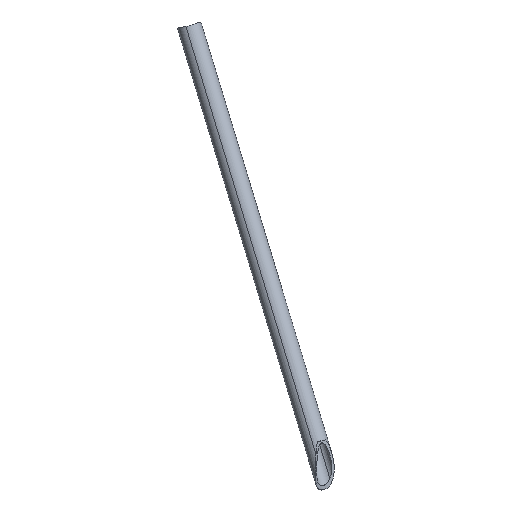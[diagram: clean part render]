
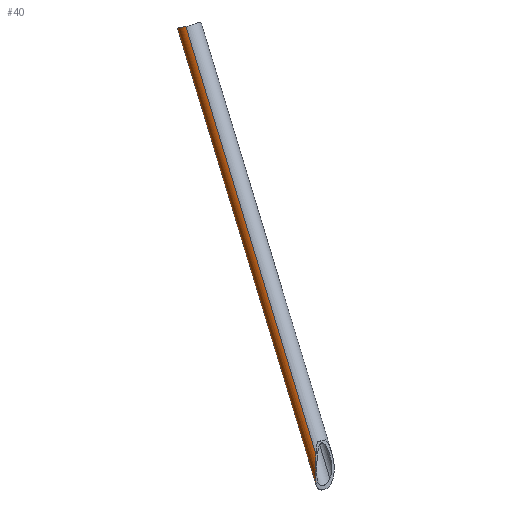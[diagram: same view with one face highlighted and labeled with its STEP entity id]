
A CAD part, left-side view. The second image highlights one B-rep face of the part: STEP entity #40.
In plain terms, the highlighted cylindrical face has radius 7.5 mm (diameter 15 mm), a partial arc.
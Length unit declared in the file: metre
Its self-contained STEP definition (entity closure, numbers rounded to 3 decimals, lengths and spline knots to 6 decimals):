
#40=ADVANCED_FACE('0:75',(#77),#78,.T.);
#77=FACE_OUTER_BOUND('',#108,.T.);
#78=CYLINDRICAL_SURFACE('',#109,0.0075);
#108=EDGE_LOOP('',(#195,#196,#197,#198));
#109=AXIS2_PLACEMENT_3D('',#199,#200,#201);
#195=ORIENTED_EDGE('',*,*,#218,.T.);
#196=ORIENTED_EDGE('',*,*,#233,.T.);
#197=ORIENTED_EDGE('',*,*,#222,.T.);
#198=ORIENTED_EDGE('',*,*,#238,.T.);
#199=CARTESIAN_POINT('',(-0.536326,-0.197055,0.426738));
#200=DIRECTION('',(0.411,0.265,0.872));
#201=DIRECTION('',(-0.872,0.392,0.292));
#218=EDGE_CURVE('',#244,#245,#246,.T.);
#222=EDGE_CURVE('',#253,#251,#254,.T.);
#233=EDGE_CURVE('',#245,#253,#272,.F.);
#238=EDGE_CURVE('',#251,#244,#277,.T.);
#244=VERTEX_POINT('',#283);
#245=VERTEX_POINT('',#284);
#246=LINE('',#285,#286);
#251=VERTEX_POINT('',#326);
#253=VERTEX_POINT('',#363);
#254=LINE('',#364,#365);
#272=B_SPLINE_CURVE_WITH_KNOTS('',5,(#452,#453,#454,#455,#456,#457,#458,#459,#460,#461,#462,#463,#464,#465,#466,#467,#468,#469,#470,#471,#472,#473,#474,#475,#476,#477,#478,#479,#480),.UNSPECIFIED.,.F.,.F.,(6,3,3,3,5,3,3,3,6),(-51.407229,-51.210998,-44.257637,-38.352538,-34.650564,-27.59364,-23.891991,-19.190367,-17.277554),.UNSPECIFIED.);
#277=B_SPLINE_CURVE_WITH_KNOTS('',3,(#547,#548,#549,#550,#551,#552,#553,#554,#555,#556,#557,#558,#559,#560,#561,#562,#563,#564,#565,#566,#567,#568,#569,#570,#571,#572,#573,#574,#575,#576,#577,#578,#579,#580,#581,#582),.UNSPECIFIED.,.F.,.F.,(4,2,2,1,1,2,2,1,2,2,2,1,2,1,2,2,2,1,2,2,4),(0.0,4.156225,12.107821,18.674009,25.240197,31.806386,38.372574,41.655668,44.938762,48.221856,51.50495,54.788044,58.071138,61.007855,63.944572,69.818006,75.691439,81.564873,90.375023,99.185174,105.058607),.UNSPECIFIED.);
#283=CARTESIAN_POINT('',(-0.642558,-0.258412,0.217263));
#284=CARTESIAN_POINT('',(-0.517367,-0.177663,0.483069));
#285=CARTESIAN_POINT('',(-0.542868,-0.194112,0.428925));
#286=VECTOR('',#587,1.0);
#326=CARTESIAN_POINT('',(-0.635535,-0.268208,0.200017));
#363=CARTESIAN_POINT('',(-0.503331,-0.182935,0.480715));
#364=CARTESIAN_POINT('',(-0.529783,-0.199997,0.42455));
#365=VECTOR('',#591,1.0);
#452=CARTESIAN_POINT('',(-0.503331,-0.182935,0.480715));
#453=CARTESIAN_POINT('',(-0.503324,-0.182911,0.480701));
#454=CARTESIAN_POINT('',(-0.503318,-0.182887,0.480687));
#455=CARTESIAN_POINT('',(-0.503312,-0.182863,0.480673));
#456=CARTESIAN_POINT('',(-0.503098,-0.181979,0.480174));
#457=CARTESIAN_POINT('',(-0.50302,-0.181012,0.479765));
#458=CARTESIAN_POINT('',(-0.503078,-0.180022,0.479488));
#459=CARTESIAN_POINT('',(-0.503425,-0.178196,0.479219));
#460=CARTESIAN_POINT('',(-0.504169,-0.176509,0.479346));
#461=CARTESIAN_POINT('',(-0.504587,-0.175787,0.479478));
#462=CARTESIAN_POINT('',(-0.50538,-0.174729,0.479781));
#463=CARTESIAN_POINT('',(-0.506334,-0.173898,0.480174));
#464=CARTESIAN_POINT('',(-0.506724,-0.173616,0.480333));
#465=CARTESIAN_POINT('',(-0.507133,-0.173374,0.480496));
#466=CARTESIAN_POINT('',(-0.507557,-0.173175,0.480656));
#467=CARTESIAN_POINT('',(-0.508366,-0.172795,0.480962));
#468=CARTESIAN_POINT('',(-0.509259,-0.172557,0.481272));
#469=CARTESIAN_POINT('',(-0.51022,-0.172497,0.481552));
#470=CARTESIAN_POINT('',(-0.511697,-0.172684,0.481898));
#471=CARTESIAN_POINT('',(-0.513104,-0.173235,0.482156));
#472=CARTESIAN_POINT('',(-0.513575,-0.173465,0.482235));
#473=CARTESIAN_POINT('',(-0.514603,-0.17407,0.482402));
#474=CARTESIAN_POINT('',(-0.515519,-0.174851,0.482554));
#475=CARTESIAN_POINT('',(-0.515989,-0.175338,0.482639));
#476=CARTESIAN_POINT('',(-0.516576,-0.176088,0.482769));
#477=CARTESIAN_POINT('',(-0.517038,-0.176914,0.482922));
#478=CARTESIAN_POINT('',(-0.51716,-0.177159,0.482968));
#479=CARTESIAN_POINT('',(-0.51727,-0.177409,0.483017));
#480=CARTESIAN_POINT('',(-0.517367,-0.177663,0.483069));
#547=CARTESIAN_POINT('',(-0.636029,-0.264506,0.226367));
#548=CARTESIAN_POINT('',(-0.635871,-0.265075,0.225619));
#549=CARTESIAN_POINT('',(-0.635766,-0.265559,0.224802));
#550=CARTESIAN_POINT('',(-0.635518,-0.266827,0.222357));
#551=CARTESIAN_POINT('',(-0.635428,-0.267486,0.220652));
#552=CARTESIAN_POINT('',(-0.635306,-0.268479,0.21746));
#553=CARTESIAN_POINT('',(-0.635233,-0.269211,0.214506));
#554=CARTESIAN_POINT('',(-0.635192,-0.269802,0.209966));
#555=CARTESIAN_POINT('',(-0.635209,-0.269783,0.206899));
#556=CARTESIAN_POINT('',(-0.635271,-0.269462,0.203857));
#557=CARTESIAN_POINT('',(-0.635321,-0.269151,0.202343));
#558=CARTESIAN_POINT('',(-0.635506,-0.26832,0.200201));
#559=CARTESIAN_POINT('',(-0.635669,-0.267642,0.198817));
#560=CARTESIAN_POINT('',(-0.635977,-0.266675,0.197625));
#561=CARTESIAN_POINT('',(-0.636405,-0.265581,0.196601));
#562=CARTESIAN_POINT('',(-0.636679,-0.264969,0.196175));
#563=CARTESIAN_POINT('',(-0.637375,-0.263705,0.195558));
#564=CARTESIAN_POINT('',(-0.637798,-0.263054,0.195368));
#565=CARTESIAN_POINT('',(-0.638757,-0.261832,0.195243));
#566=CARTESIAN_POINT('',(-0.63983,-0.260694,0.195371));
#567=CARTESIAN_POINT('',(-0.64095,-0.259876,0.195951));
#568=CARTESIAN_POINT('',(-0.641938,-0.259259,0.196667));
#569=CARTESIAN_POINT('',(-0.642833,-0.258797,0.197502));
#570=CARTESIAN_POINT('',(-0.643521,-0.258546,0.198575));
#571=CARTESIAN_POINT('',(-0.644366,-0.258273,0.200282));
#572=CARTESIAN_POINT('',(-0.644678,-0.258221,0.201541));
#573=CARTESIAN_POINT('',(-0.644967,-0.258171,0.204074));
#574=CARTESIAN_POINT('',(-0.644953,-0.258177,0.205354));
#575=CARTESIAN_POINT('',(-0.64475,-0.258197,0.207901));
#576=CARTESIAN_POINT('',(-0.644277,-0.258236,0.211072));
#577=CARTESIAN_POINT('',(-0.643474,-0.258295,0.214205));
#578=CARTESIAN_POINT('',(-0.642367,-0.258432,0.217945));
#579=CARTESIAN_POINT('',(-0.641741,-0.258528,0.219808));
#580=CARTESIAN_POINT('',(-0.640568,-0.258869,0.222881));
#581=CARTESIAN_POINT('',(-0.640065,-0.259048,0.224106));
#582=CARTESIAN_POINT('',(-0.639496,-0.25937,0.225284));
#587=DIRECTION('',(0.411,0.265,0.872));
#591=DIRECTION('',(-0.411,-0.265,-0.872));
